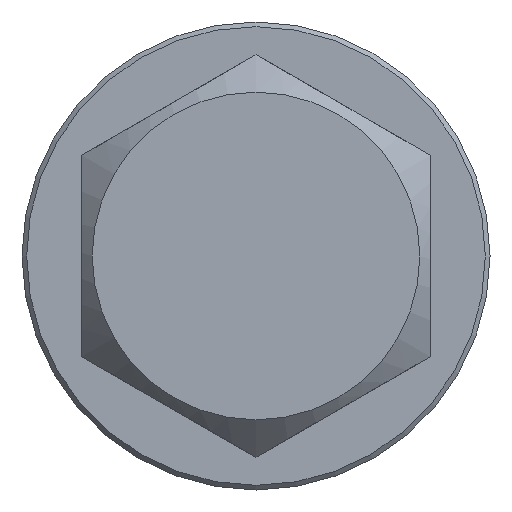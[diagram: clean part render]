
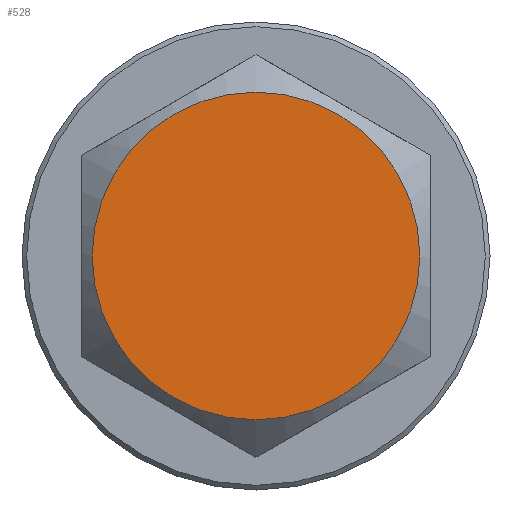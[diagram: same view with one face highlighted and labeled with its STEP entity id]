
A CAD part, left-side view. The second image highlights one B-rep face of the part: STEP entity #528.
In plain terms, the highlighted planar face has unit normal (-1, 0, 0).
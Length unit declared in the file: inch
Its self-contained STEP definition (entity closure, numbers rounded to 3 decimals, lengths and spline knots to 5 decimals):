
#48=PLANE('',#581);
#69=FACE_OUTER_BOUND('',#102,.T.);
#102=EDGE_LOOP('',(#423));
#198=CIRCLE('',#580,0.35);
#250=VERTEX_POINT('',#915);
#314=EDGE_CURVE('',#250,#250,#198,.T.);
#423=ORIENTED_EDGE('',*,*,#314,.F.);
#528=ADVANCED_FACE('',(#69),#48,.T.);
#580=AXIS2_PLACEMENT_3D('',#916,#689,#690);
#581=AXIS2_PLACEMENT_3D('',#918,#692,#693);
#689=DIRECTION('center_axis',(1.,0.,0.));
#690=DIRECTION('ref_axis',(0.,0.,-1.));
#692=DIRECTION('center_axis',(-1.,0.,0.));
#693=DIRECTION('ref_axis',(0.,0.,1.));
#915=CARTESIAN_POINT('',(-5.59,0.,0.35));
#916=CARTESIAN_POINT('Origin',(-5.59,0.,0.));
#918=CARTESIAN_POINT('Origin',(-5.59,0.,0.));
